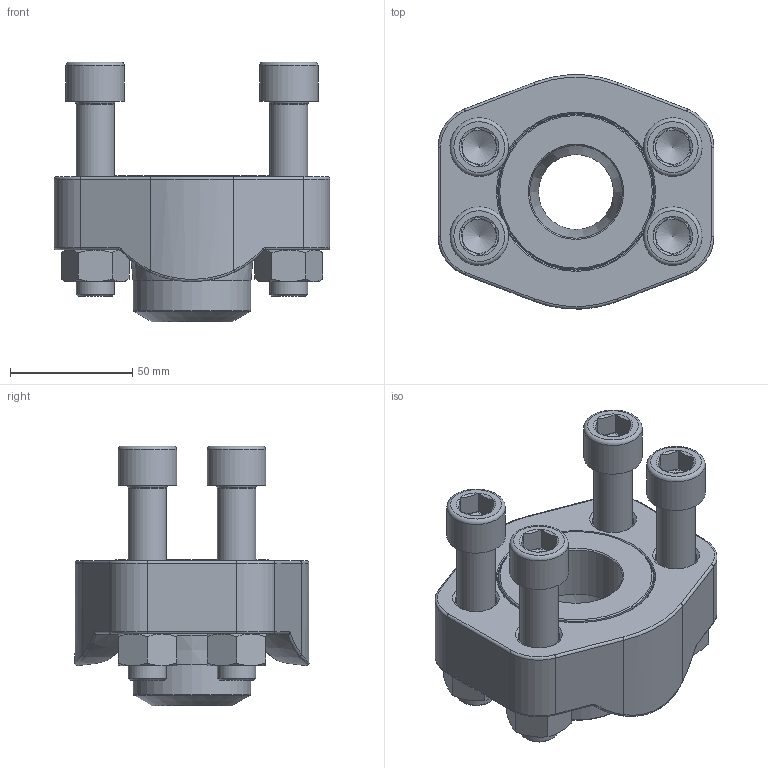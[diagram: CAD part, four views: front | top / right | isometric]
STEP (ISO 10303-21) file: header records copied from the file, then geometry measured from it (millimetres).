
FILE_DESCRIPTION(/* description */ (''),/* implementation_level */ '2;1');
FILE_NAME(/* name */ 'AFG38-632.stp',/* time_stamp */ '2025-01-15T09:04:33+01:00',/* author */ (''),/* organization */ (''),/* preprocessor_version */ 'ST-DEVELOPER v16',/* originating_system */ 'SIEMENS PLM Software NX 10.0',/* authorisation */ '');
FILE_SCHEMA (('AUTOMOTIVE_DESIGN { 1 0 10303 214 3 1 1 1 }'));
Length unit declared in the file: millimetre
Products named in the file (5): X-FM16; X-AFV38-6; X-AFK38-6; X-M16x80I; AFG38-6
Assembly tree (10 placements, depth 2):
  AFG38-6
    X-M16x80I  x4
    X-AFK38-6
    X-AFV38-6
    X-FM16  x4
Bounding box: 113 x 95.88 x 106.5 mm (x, y, z)
Volume: 353386.9 mm3; surface area: 89726.1 mm2
Topology: 10 solids, 10 shells, 306 faces, 642 edges, 362 vertices
Faces by surface type: cone 112, plane 104, cylinder 41, torus 35, bspline 12, sphere 2
Full cylindrical faces by diameter (mm): 14.344 x4, 15.682 x4, 17 x4, 24 x4, 30.7 x1, 38 x1, 48.3 x1, 50.6 x1, 51.55 x1, 63.5 x1, 64.25 x1
Entity records: 4494 total; most frequent: CARTESIAN_POINT 1334, DIRECTION 670, ORIENTED_EDGE 544, AXIS2_PLACEMENT_3D 305, EDGE_CURVE 272, EDGE_LOOP 211, VERTEX_POINT 178, CIRCLE 156
